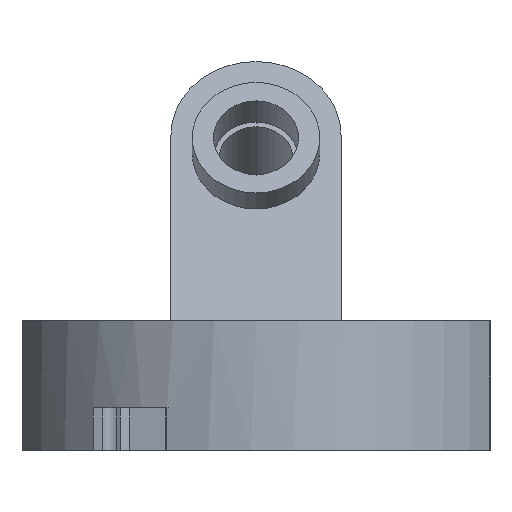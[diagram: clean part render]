
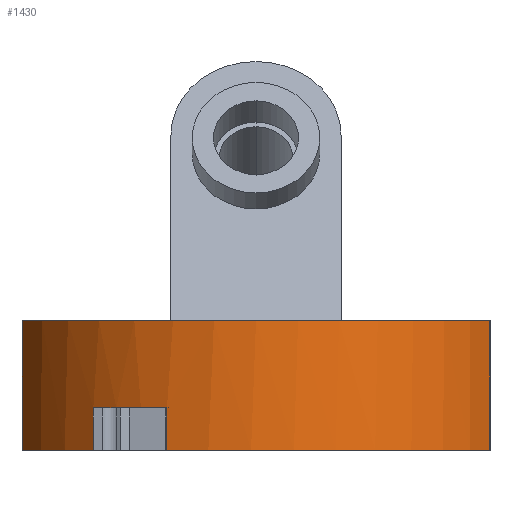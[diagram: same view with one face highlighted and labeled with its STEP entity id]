
A CAD part, left-side view. The second image highlights one B-rep face of the part: STEP entity #1430.
In plain terms, the highlighted cylindrical face has radius 12 mm (diameter 24 mm), a partial arc.
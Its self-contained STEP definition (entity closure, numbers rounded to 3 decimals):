
#144=DIRECTION('',(0.,0.,1.));
#145=VECTOR('',#144,2.);
#146=CARTESIAN_POINT('',(-9.247,7.648,0.));
#147=LINE('',#146,#145);
#148=CARTESIAN_POINT('',(0.,0.,0.));
#149=DIRECTION('',(0.,0.,-1.));
#150=DIRECTION('',(-0.771,0.637,0.));
#151=AXIS2_PLACEMENT_3D('',#148,#149,#150);
#153=DIRECTION('',(0.,0.,1.));
#154=VECTOR('',#153,6.1);
#155=CARTESIAN_POINT('',(-4.796,11.,0.));
#156=LINE('',#155,#154);
#157=CARTESIAN_POINT('',(0.,0.,6.1));
#158=DIRECTION('',(0.,0.,1.));
#159=DIRECTION('',(-0.4,0.917,0.));
#160=AXIS2_PLACEMENT_3D('',#157,#158,#159);
#162=DIRECTION('',(0.,0.,1.));
#163=VECTOR('',#162,6.1);
#164=CARTESIAN_POINT('',(-4.796,-11.,0.));
#165=LINE('',#164,#163);
#166=CARTESIAN_POINT('',(0.,0.,0.));
#167=DIRECTION('',(0.,0.,-1.));
#168=DIRECTION('',(-0.4,-0.917,0.));
#169=AXIS2_PLACEMENT_3D('',#166,#167,#168);
#171=DIRECTION('',(0.,0.,1.));
#172=VECTOR('',#171,2.);
#173=CARTESIAN_POINT('',(-11.247,4.184,0.));
#174=LINE('',#173,#172);
#596=CARTESIAN_POINT('',(0.,0.,2.));
#597=DIRECTION('',(0.,0.,1.));
#598=DIRECTION('',(-0.771,0.637,0.));
#599=AXIS2_PLACEMENT_3D('',#596,#597,#598);
#1061=CARTESIAN_POINT('',(-4.796,11.,0.));
#1063=VERTEX_POINT('',#1061);
#1066=CARTESIAN_POINT('',(-4.796,-11.,0.));
#1068=VERTEX_POINT('',#1066);
#1069=CARTESIAN_POINT('',(-4.796,11.,6.1));
#1071=VERTEX_POINT('',#1069);
#1074=CARTESIAN_POINT('',(-4.796,-11.,6.1));
#1076=VERTEX_POINT('',#1074);
#1077=CARTESIAN_POINT('',(-9.247,7.648,0.));
#1078=CARTESIAN_POINT('',(-9.247,7.648,2.));
#1079=VERTEX_POINT('',#1077);
#1080=VERTEX_POINT('',#1078);
#1081=CARTESIAN_POINT('',(-11.247,4.184,0.));
#1082=CARTESIAN_POINT('',(-11.247,4.184,2.));
#1083=VERTEX_POINT('',#1081);
#1084=VERTEX_POINT('',#1082);
#1410=CARTESIAN_POINT('',(0.,0.,0.));
#1411=DIRECTION('',(0.,0.,1.));
#1412=DIRECTION('',(0.,-1.,0.));
#1413=AXIS2_PLACEMENT_3D('',#1410,#1411,#1412);
#1414=CYLINDRICAL_SURFACE('',#1413,12.);
#1415=ORIENTED_EDGE('',*,*,#1401,.F.);
#1416=ORIENTED_EDGE('',*,*,#1356,.T.);
#1418=ORIENTED_EDGE('',*,*,#1417,.T.);
#1420=ORIENTED_EDGE('',*,*,#1419,.T.);
#1422=ORIENTED_EDGE('',*,*,#1421,.F.);
#1423=ORIENTED_EDGE('',*,*,#1310,.T.);
#1425=ORIENTED_EDGE('',*,*,#1424,.T.);
#1427=ORIENTED_EDGE('',*,*,#1426,.F.);
#1428=EDGE_LOOP('',(#1415,#1416,#1418,#1420,#1422,#1423,#1425,#1427));
#1429=FACE_OUTER_BOUND('',#1428,.F.);
#1430=ADVANCED_FACE('',(#1429),#1414,.T.);
#152=CIRCLE('',#151,12.);
#161=CIRCLE('',#160,12.);
#170=CIRCLE('',#169,12.);
#600=CIRCLE('',#599,12.);
#1310=EDGE_CURVE('',#1068,#1083,#170,.T.);
#1356=EDGE_CURVE('',#1079,#1063,#152,.T.);
#1401=EDGE_CURVE('',#1079,#1080,#147,.T.);
#1417=EDGE_CURVE('',#1063,#1071,#156,.T.);
#1419=EDGE_CURVE('',#1071,#1076,#161,.T.);
#1421=EDGE_CURVE('',#1068,#1076,#165,.T.);
#1424=EDGE_CURVE('',#1083,#1084,#174,.T.);
#1426=EDGE_CURVE('',#1080,#1084,#600,.T.);
